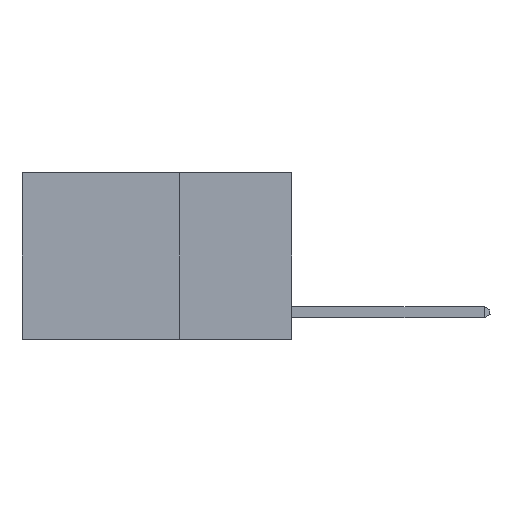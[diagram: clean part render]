
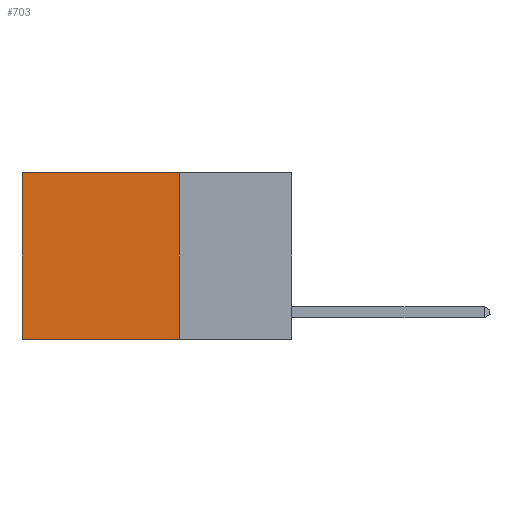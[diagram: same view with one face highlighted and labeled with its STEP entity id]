
A CAD part, left-side view. The second image highlights one B-rep face of the part: STEP entity #703.
In plain terms, the highlighted planar face has unit normal (-1, 0, 0).
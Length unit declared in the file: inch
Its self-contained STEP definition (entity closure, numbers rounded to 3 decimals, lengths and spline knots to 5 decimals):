
#165 = CARTESIAN_POINT ( 'NONE',  ( 0.2625, 0.25, 0. ) ) ;
#293 = VERTEX_POINT ( 'NONE', #5201 ) ;
#547 = LINE ( 'NONE', #2217, #5094 ) ;
#582 = DIRECTION ( 'NONE',  ( 0., 0., -1. ) ) ;
#703 = ADVANCED_FACE ( 'NONE', ( #1097 ), #10194, .F. ) ;
#792 = CARTESIAN_POINT ( 'NONE',  ( 0.2625, 0.25, -0.37 ) ) ;
#1097 = FACE_OUTER_BOUND ( 'NONE', #6454, .T. ) ;
#1684 = CARTESIAN_POINT ( 'NONE',  ( 0.2625, 0.25, -0.37 ) ) ;
#1895 = LINE ( 'NONE', #10029, #2528 ) ;
#2217 = CARTESIAN_POINT ( 'NONE',  ( 0.2625, 0.6, 0. ) ) ;
#2502 = ORIENTED_EDGE ( 'NONE', *, *, #9869, .F. ) ;
#2528 = VECTOR ( 'NONE', #5929, 39.37008 ) ;
#3354 = VECTOR ( 'NONE', #9168, 39.37008 ) ;
#3525 = EDGE_CURVE ( 'NONE', #8518, #293, #9290, .T. ) ;
#3804 = VECTOR ( 'NONE', #6655, 39.37008 ) ;
#4206 = ORIENTED_EDGE ( 'NONE', *, *, #6049, .T. ) ;
#5094 = VECTOR ( 'NONE', #582, 39.37008 ) ;
#5095 = AXIS2_PLACEMENT_3D ( 'NONE', #165, #6052, #5148 ) ;
#5148 = DIRECTION ( 'NONE',  ( 0., 0., -1. ) ) ;
#5201 = CARTESIAN_POINT ( 'NONE',  ( 0.2625, 0.6, -0.37 ) ) ;
#5514 = LINE ( 'NONE', #10677, #3804 ) ;
#5929 = DIRECTION ( 'NONE',  ( 0., 1., 0. ) ) ;
#6049 = EDGE_CURVE ( 'NONE', #8775, #7864, #1895, .T. ) ;
#6052 = DIRECTION ( 'NONE',  ( 1., 0., 0. ) ) ;
#6454 = EDGE_LOOP ( 'NONE', ( #7483, #10265, #2502, #4206 ) ) ;
#6655 = DIRECTION ( 'NONE',  ( 0., 0., -1. ) ) ;
#7483 = ORIENTED_EDGE ( 'NONE', *, *, #10534, .T. ) ;
#7824 = CARTESIAN_POINT ( 'NONE',  ( 0.2625, 0.6, 0. ) ) ;
#7862 = CARTESIAN_POINT ( 'NONE',  ( 0.2625, 0.25, 0. ) ) ;
#7864 = VERTEX_POINT ( 'NONE', #7824 ) ;
#8518 = VERTEX_POINT ( 'NONE', #792 ) ;
#8775 = VERTEX_POINT ( 'NONE', #7862 ) ;
#9168 = DIRECTION ( 'NONE',  ( 0., 1., 0. ) ) ;
#9290 = LINE ( 'NONE', #1684, #3354 ) ;
#9869 = EDGE_CURVE ( 'NONE', #8775, #8518, #5514, .T. ) ;
#10029 = CARTESIAN_POINT ( 'NONE',  ( 0.2625, 0.25, 0. ) ) ;
#10194 = PLANE ( 'NONE',  #5095 ) ;
#10265 = ORIENTED_EDGE ( 'NONE', *, *, #3525, .F. ) ;
#10534 = EDGE_CURVE ( 'NONE', #7864, #293, #547, .T. ) ;
#10677 = CARTESIAN_POINT ( 'NONE',  ( 0.2625, 0.25, 0. ) ) ;
